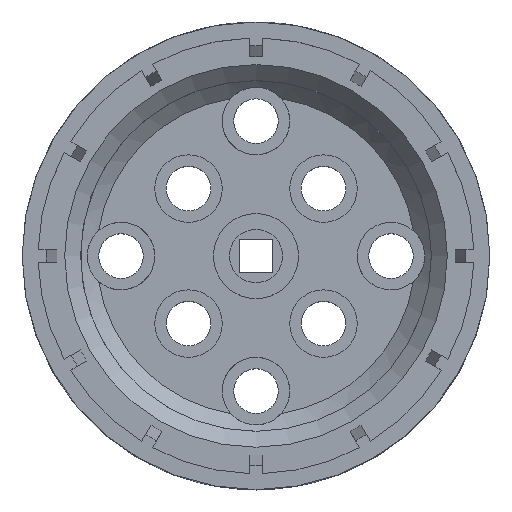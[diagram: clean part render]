
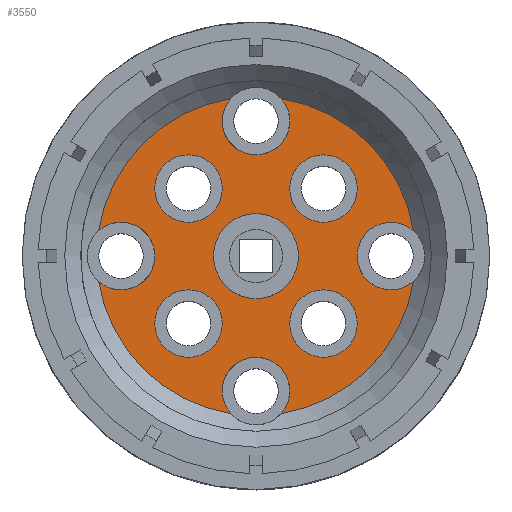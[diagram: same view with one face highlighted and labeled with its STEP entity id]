
A CAD part, top view. The second image highlights one B-rep face of the part: STEP entity #3550.
In plain terms, the highlighted planar face has unit normal (0, 0, 1).
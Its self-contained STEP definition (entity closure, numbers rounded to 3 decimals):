
#3320=CARTESIAN_POINT('',(-14.811,-2.371,1.0));
#3321=VERTEX_POINT('',#3320);
#3322=CARTESIAN_POINT('',(-14.811,2.371,1.0));
#3323=VERTEX_POINT('',#3322);
#3341=CARTESIAN_POINT('',(-2.371,14.811,1.0));
#3342=VERTEX_POINT('',#3341);
#3343=CARTESIAN_POINT('',(0.0,0.0,1.0));
#3344=DIRECTION('',(0.0,0.0,-1.0));
#3345=DIRECTION('',(0.0,-1.0,0.0));
#3346=AXIS2_PLACEMENT_3D('',#3343,#3344,#3345);
#3347=CIRCLE('',#3346,15.);
#3348=EDGE_CURVE('',#3323,#3342,#3347,.T.);
#3350=CARTESIAN_POINT('',(2.371,14.811,1.0));
#3351=VERTEX_POINT('',#3350);
#3369=CARTESIAN_POINT('',(14.811,2.371,1.0));
#3370=VERTEX_POINT('',#3369);
#3371=CARTESIAN_POINT('',(0.0,0.0,1.0));
#3372=DIRECTION('',(0.0,0.0,-1.0));
#3373=DIRECTION('',(0.0,-1.0,0.0));
#3374=AXIS2_PLACEMENT_3D('',#3371,#3372,#3373);
#3375=CIRCLE('',#3374,15.);
#3376=EDGE_CURVE('',#3351,#3370,#3375,.T.);
#3378=CARTESIAN_POINT('',(14.811,-2.371,1.0));
#3379=VERTEX_POINT('',#3378);
#3397=CARTESIAN_POINT('',(2.371,-14.811,1.0));
#3398=VERTEX_POINT('',#3397);
#3399=CARTESIAN_POINT('',(0.0,0.0,1.0));
#3400=DIRECTION('',(0.0,0.0,-1.0));
#3401=DIRECTION('',(0.0,-1.0,0.0));
#3402=AXIS2_PLACEMENT_3D('',#3399,#3400,#3401);
#3403=CIRCLE('',#3402,15.);
#3404=EDGE_CURVE('',#3379,#3398,#3403,.T.);
#3406=CARTESIAN_POINT('',(-2.371,-14.811,1.0));
#3407=VERTEX_POINT('',#3406);
#3425=CARTESIAN_POINT('',(0.0,0.0,1.0));
#3426=DIRECTION('',(0.0,0.0,-1.0));
#3427=DIRECTION('',(0.0,-1.0,0.0));
#3428=AXIS2_PLACEMENT_3D('',#3425,#3426,#3427);
#3429=CIRCLE('',#3428,15.);
#3430=EDGE_CURVE('',#3407,#3321,#3429,.T.);
#3441=CARTESIAN_POINT('',(-12.7,0.0,1.0));
#3442=DIRECTION('',(0.0,0.0,-1.0));
#3443=DIRECTION('',(-1.0,0.0,0.0));
#3444=AXIS2_PLACEMENT_3D('',#3441,#3442,#3443);
#3445=CIRCLE('',#3444,3.175);
#3446=EDGE_CURVE('',#3323,#3321,#3445,.T.);
#3462=CARTESIAN_POINT('',(0.0,0.0,1.0));
#3463=DIRECTION('',(0.0,0.0,-1.0));
#3464=DIRECTION('',(-1.0,0.0,0.0));
#3465=AXIS2_PLACEMENT_3D('',#3462,#3463,#3464);
#3466=PLANE('',#3465);
#3467=ORIENTED_EDGE('',*,*,#3348,.F.);
#3468=ORIENTED_EDGE('',*,*,#3446,.T.);
#3469=ORIENTED_EDGE('',*,*,#3430,.F.);
#3470=CARTESIAN_POINT('',(0.0,-12.7,1.0));
#3471=DIRECTION('',(0.0,0.0,-1.0));
#3472=DIRECTION('',(-1.0,0.0,0.0));
#3473=AXIS2_PLACEMENT_3D('',#3470,#3471,#3472);
#3474=CIRCLE('',#3473,3.175);
#3475=EDGE_CURVE('',#3407,#3398,#3474,.T.);
#3476=ORIENTED_EDGE('',*,*,#3475,.T.);
#3477=ORIENTED_EDGE('',*,*,#3404,.F.);
#3478=CARTESIAN_POINT('',(12.7,0.0,1.0));
#3479=DIRECTION('',(0.0,0.0,-1.0));
#3480=DIRECTION('',(-1.0,0.0,0.0));
#3481=AXIS2_PLACEMENT_3D('',#3478,#3479,#3480);
#3482=CIRCLE('',#3481,3.175);
#3483=EDGE_CURVE('',#3379,#3370,#3482,.T.);
#3484=ORIENTED_EDGE('',*,*,#3483,.T.);
#3485=ORIENTED_EDGE('',*,*,#3376,.F.);
#3486=CARTESIAN_POINT('',(0.0,12.7,1.0));
#3487=DIRECTION('',(0.0,0.0,-1.0));
#3488=DIRECTION('',(-1.0,0.0,0.0));
#3489=AXIS2_PLACEMENT_3D('',#3486,#3487,#3488);
#3490=CIRCLE('',#3489,3.175);
#3491=EDGE_CURVE('',#3351,#3342,#3490,.T.);
#3492=ORIENTED_EDGE('',*,*,#3491,.T.);
#3493=EDGE_LOOP('',(#3467,#3468,#3469,#3476,#3477,#3484,#3485,#3492));
#3494=FACE_OUTER_BOUND('',#3493,.T.);
#3495=CARTESIAN_POINT('',(-3.175,-6.35,1.0));
#3496=VERTEX_POINT('',#3495);
#3497=CARTESIAN_POINT('',(-6.35,-6.35,1.0));
#3498=DIRECTION('',(0.0,0.0,-1.0));
#3499=DIRECTION('',(-1.0,0.0,0.0));
#3500=AXIS2_PLACEMENT_3D('',#3497,#3498,#3499);
#3501=CIRCLE('',#3500,3.175);
#3502=EDGE_CURVE('',#3496,#3496,#3501,.T.);
#3503=ORIENTED_EDGE('',*,*,#3502,.T.);
#3504=EDGE_LOOP('',(#3503));
#3505=FACE_BOUND('',#3504,.T.);
#3506=CARTESIAN_POINT('',(-3.175,6.35,1.0));
#3507=VERTEX_POINT('',#3506);
#3508=CARTESIAN_POINT('',(-6.35,6.35,1.0));
#3509=DIRECTION('',(0.0,0.0,-1.0));
#3510=DIRECTION('',(-1.0,0.0,0.0));
#3511=AXIS2_PLACEMENT_3D('',#3508,#3509,#3510);
#3512=CIRCLE('',#3511,3.175);
#3513=EDGE_CURVE('',#3507,#3507,#3512,.T.);
#3514=ORIENTED_EDGE('',*,*,#3513,.T.);
#3515=EDGE_LOOP('',(#3514));
#3516=FACE_BOUND('',#3515,.T.);
#3517=CARTESIAN_POINT('',(9.525,6.35,1.0));
#3518=VERTEX_POINT('',#3517);
#3519=CARTESIAN_POINT('',(6.35,6.35,1.0));
#3520=DIRECTION('',(0.0,0.0,-1.0));
#3521=DIRECTION('',(-1.0,0.0,0.0));
#3522=AXIS2_PLACEMENT_3D('',#3519,#3520,#3521);
#3523=CIRCLE('',#3522,3.175);
#3524=EDGE_CURVE('',#3518,#3518,#3523,.T.);
#3525=ORIENTED_EDGE('',*,*,#3524,.T.);
#3526=EDGE_LOOP('',(#3525));
#3527=FACE_BOUND('',#3526,.T.);
#3528=CARTESIAN_POINT('',(9.525,-6.35,1.0));
#3529=VERTEX_POINT('',#3528);
#3530=CARTESIAN_POINT('',(6.35,-6.35,1.0));
#3531=DIRECTION('',(0.0,0.0,-1.0));
#3532=DIRECTION('',(-1.0,0.0,0.0));
#3533=AXIS2_PLACEMENT_3D('',#3530,#3531,#3532);
#3534=CIRCLE('',#3533,3.175);
#3535=EDGE_CURVE('',#3529,#3529,#3534,.T.);
#3536=ORIENTED_EDGE('',*,*,#3535,.T.);
#3537=EDGE_LOOP('',(#3536));
#3538=FACE_BOUND('',#3537,.T.);
#3539=CARTESIAN_POINT('',(4.0,0.,1.0));
#3540=VERTEX_POINT('',#3539);
#3541=CARTESIAN_POINT('',(0.0,0.0,1.0));
#3542=DIRECTION('',(0.0,0.0,-1.0));
#3543=DIRECTION('',(-1.0,0.0,0.0));
#3544=AXIS2_PLACEMENT_3D('',#3541,#3542,#3543);
#3545=CIRCLE('',#3544,4.0);
#3546=EDGE_CURVE('',#3540,#3540,#3545,.T.);
#3547=ORIENTED_EDGE('',*,*,#3546,.T.);
#3548=EDGE_LOOP('',(#3547));
#3549=FACE_BOUND('',#3548,.T.);
#3550=ADVANCED_FACE('',(#3494,#3505,#3516,#3527,#3538,#3549),#3466,.F.);
